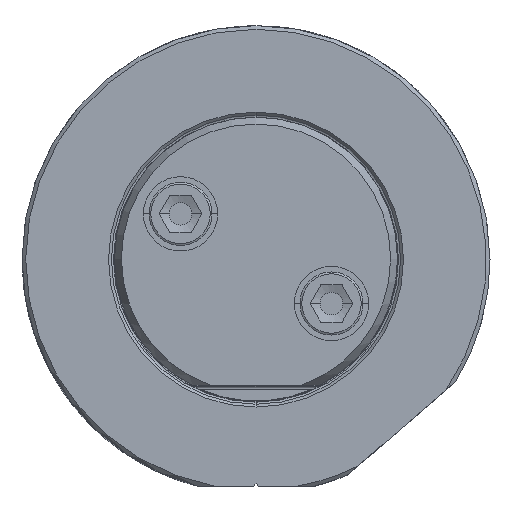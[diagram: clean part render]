
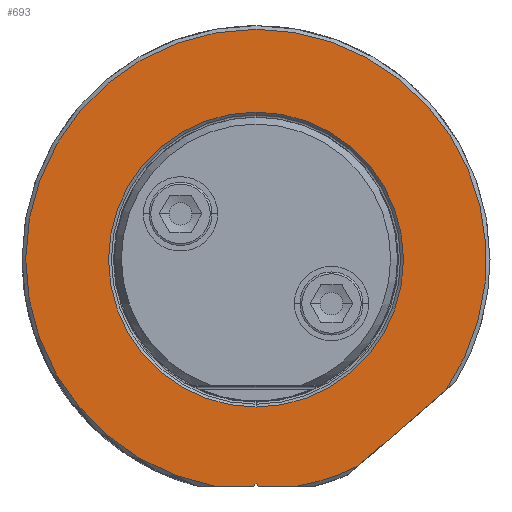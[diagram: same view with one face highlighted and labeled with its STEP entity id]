
A CAD part, top view. The second image highlights one B-rep face of the part: STEP entity #693.
In plain terms, the highlighted planar face has unit normal (0, 0, 1).
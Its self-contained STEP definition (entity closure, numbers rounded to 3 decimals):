
#223=PLANE('',#6255);
#693=ADVANCED_FACE('',(#1033,#1034),#223,.T.);
#1033=FACE_BOUND('',#1175,.T.);
#1034=FACE_BOUND('',#1176,.T.);
#1175=EDGE_LOOP('',(#3327,#3328,#3329,#3330,#3331,#3332,#3333,#3334));
#1176=EDGE_LOOP('',(#3335,#3336));
#1501=CIRCLE('',#6249,31.);
#1502=CIRCLE('',#6251,31.);
#1503=CIRCLE('',#6252,31.);
#1504=CIRCLE('',#6253,19.85);
#1505=CIRCLE('',#6254,19.85);
#1820=LINE('',#12766,#2150);
#1823=LINE('',#12790,#2153);
#1824=LINE('',#12792,#2154);
#1825=LINE('',#12794,#2155);
#1826=LINE('',#12796,#2156);
#2150=VECTOR('',#7322,1.);
#2153=VECTOR('',#7339,1.);
#2154=VECTOR('',#7340,1.);
#2155=VECTOR('',#7341,1.);
#2156=VECTOR('',#7342,1.);
#3327=ORIENTED_EDGE('',*,*,#5346,.T.);
#3328=ORIENTED_EDGE('',*,*,#5340,.T.);
#3329=ORIENTED_EDGE('',*,*,#5347,.T.);
#3330=ORIENTED_EDGE('',*,*,#5348,.T.);
#3331=ORIENTED_EDGE('',*,*,#5349,.F.);
#3332=ORIENTED_EDGE('',*,*,#5350,.T.);
#3333=ORIENTED_EDGE('',*,*,#5351,.T.);
#3334=ORIENTED_EDGE('',*,*,#5352,.F.);
#3335=ORIENTED_EDGE('',*,*,#5353,.T.);
#3336=ORIENTED_EDGE('',*,*,#5354,.T.);
#4641=VERTEX_POINT('',#12765);
#4642=VERTEX_POINT('',#12767);
#4645=VERTEX_POINT('',#12783);
#4646=VERTEX_POINT('',#12787);
#4647=VERTEX_POINT('',#12789);
#4648=VERTEX_POINT('',#12791);
#4649=VERTEX_POINT('',#12793);
#4650=VERTEX_POINT('',#12795);
#4651=VERTEX_POINT('',#12798);
#4652=VERTEX_POINT('',#12799);
#5340=EDGE_CURVE('',#4642,#4641,#1820,.T.);
#5346=EDGE_CURVE('',#4645,#4642,#1501,.T.);
#5347=EDGE_CURVE('',#4641,#4646,#1502,.T.);
#5348=EDGE_CURVE('',#4646,#4647,#1503,.T.);
#5349=EDGE_CURVE('',#4648,#4647,#1823,.T.);
#5350=EDGE_CURVE('',#4648,#4649,#1824,.T.);
#5351=EDGE_CURVE('',#4649,#4650,#1825,.T.);
#5352=EDGE_CURVE('',#4645,#4650,#1826,.T.);
#5353=EDGE_CURVE('',#4651,#4652,#1504,.T.);
#5354=EDGE_CURVE('',#4652,#4651,#1505,.T.);
#6249=AXIS2_PLACEMENT_3D('',#12784,#7331,#7332);
#6251=AXIS2_PLACEMENT_3D('',#12786,#7335,#7336);
#6252=AXIS2_PLACEMENT_3D('',#12788,#7337,#7338);
#6253=AXIS2_PLACEMENT_3D('',#12797,#7343,#7344);
#6254=AXIS2_PLACEMENT_3D('',#12800,#7345,#7346);
#6255=AXIS2_PLACEMENT_3D('',#12801,#7347,#7348);
#7322=DIRECTION('',(0.757,0.654,0.));
#7331=DIRECTION('',(0.,0.,1.));
#7332=DIRECTION('',(0.179,-0.984,0.));
#7335=DIRECTION('',(0.,0.,1.));
#7336=DIRECTION('',(0.823,-0.568,0.));
#7337=DIRECTION('',(0.,0.,1.));
#7338=DIRECTION('',(0.,1.,0.));
#7339=DIRECTION('',(-1.,0.,0.));
#7340=DIRECTION('',(0.707,0.707,0.));
#7341=DIRECTION('',(0.707,-0.707,0.));
#7342=DIRECTION('',(-1.,0.,0.));
#7343=DIRECTION('',(0.,0.,-1.));
#7344=DIRECTION('',(0.,-1.,0.));
#7345=DIRECTION('',(0.,0.,-1.));
#7346=DIRECTION('',(0.,1.,0.));
#7347=DIRECTION('',(0.,0.,1.));
#7348=DIRECTION('',(0.,-1.,0.));
#12765=CARTESIAN_POINT('',(25.52,-17.599,0.));
#12766=CARTESIAN_POINT('',(13.698,-27.809,0.));
#12767=CARTESIAN_POINT('',(13.698,-27.809,0.));
#12783=CARTESIAN_POINT('',(5.545,-30.5,0.));
#12784=CARTESIAN_POINT('',(0.,0.,0.));
#12786=CARTESIAN_POINT('',(0.,0.,0.));
#12787=CARTESIAN_POINT('',(0.,31.,0.));
#12788=CARTESIAN_POINT('',(0.,0.,0.));
#12789=CARTESIAN_POINT('',(-5.545,-30.5,0.));
#12790=CARTESIAN_POINT('',(-0.354,-30.5,0.));
#12791=CARTESIAN_POINT('',(-0.354,-30.5,0.));
#12792=CARTESIAN_POINT('',(-0.354,-30.5,0.));
#12793=CARTESIAN_POINT('',(0.,-30.146,0.));
#12794=CARTESIAN_POINT('',(0.,-30.146,0.));
#12795=CARTESIAN_POINT('',(0.354,-30.5,0.));
#12796=CARTESIAN_POINT('',(5.545,-30.5,0.));
#12797=CARTESIAN_POINT('',(0.,0.,0.));
#12798=CARTESIAN_POINT('',(0.,-19.85,0.));
#12799=CARTESIAN_POINT('',(0.,19.85,0.));
#12800=CARTESIAN_POINT('',(0.,0.,0.));
#12801=CARTESIAN_POINT('',(0.,0.25,0.));
